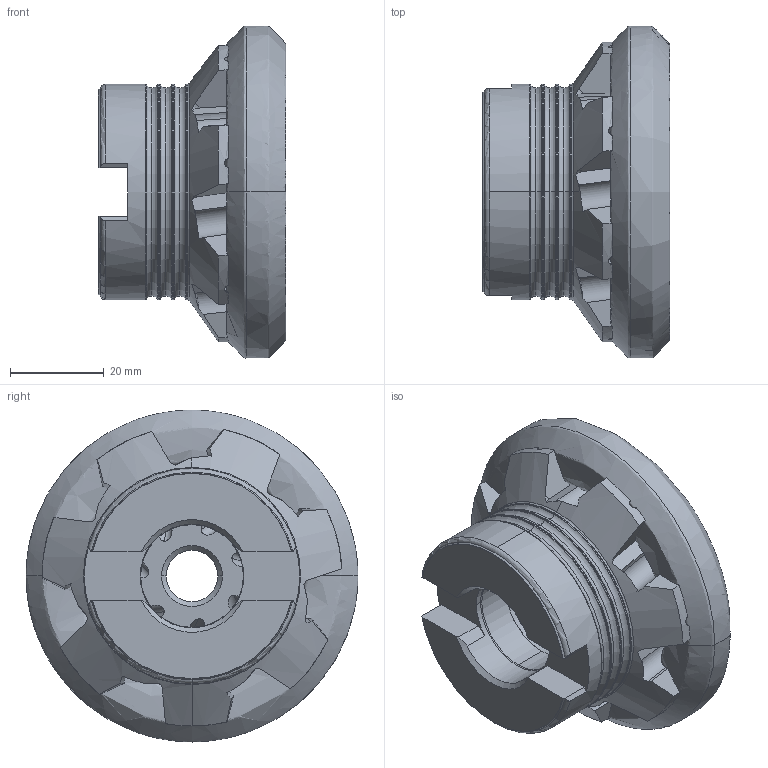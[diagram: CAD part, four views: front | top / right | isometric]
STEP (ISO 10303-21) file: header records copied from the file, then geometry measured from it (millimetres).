
FILE_DESCRIPTION (( 'STEP AP214' ), '1' );
FILE_NAME ('45PP-063-538-7.STEP', '2013-03-19T09:33:35', ( '' ), ( '' ), 'SwSTEP 2.0', 'SolidWorks 2013', '' );
FILE_SCHEMA (( 'AUTOMOTIVE_DESIGN' ));
Length unit declared in the file: millimetre
Products named in the file (1): 45PP-063-538-7
Bounding box: 40.05 x 70.93 x 70.94 mm (x, y, z)
Volume: 77194.4 mm3; surface area: 18038.8 mm2
Topology: 1 solids, 1 shells, 282 faces, 772 edges, 494 vertices
Faces by surface type: cylinder 92, plane 90, bspline 46, torus 39, cone 15
Entity records: 12755 total; most frequent: CARTESIAN_POINT 6056, ORIENTED_EDGE 1544, DIRECTION 1121, EDGE_CURVE 772, VERTEX_POINT 494, AXIS2_PLACEMENT_3D 472, B_SPLINE_CURVE_WITH_KNOTS 304, EDGE_LOOP 286
